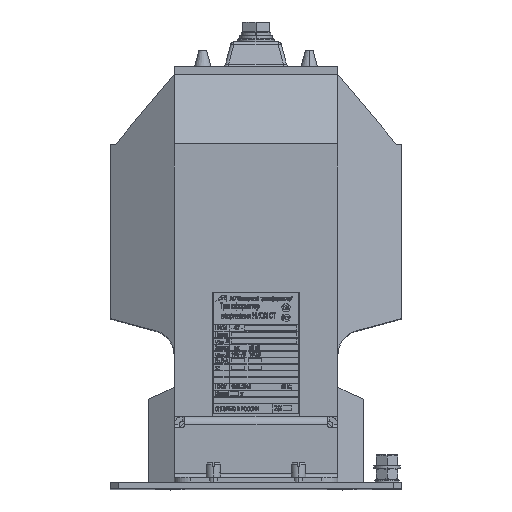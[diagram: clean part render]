
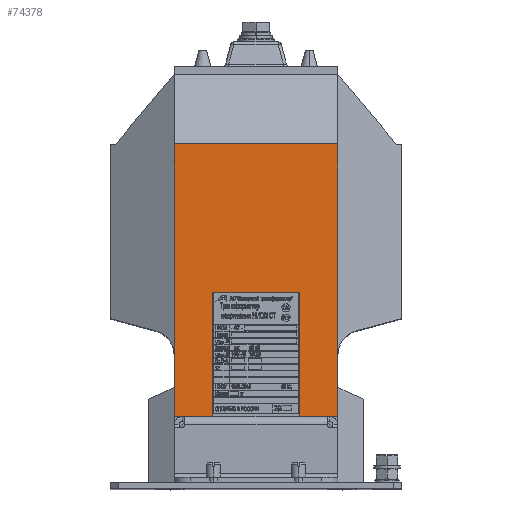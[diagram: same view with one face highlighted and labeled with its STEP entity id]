
A CAD part, top view. The second image highlights one B-rep face of the part: STEP entity #74378.
In plain terms, the highlighted planar face has unit normal (0, 0, 1).
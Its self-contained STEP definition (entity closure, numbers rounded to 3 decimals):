
#2345 = DIRECTION ( 'NONE',  ( -1., 0., 0. ) ) ;
#2471 = CARTESIAN_POINT ( 'NONE',  ( -26.5, 40., 162.5 ) ) ;
#3430 = VECTOR ( 'NONE', #117130, 1000. ) ;
#7032 = VECTOR ( 'NONE', #66448, 1000. ) ;
#9673 = EDGE_CURVE ( 'NONE', #36302, #25424, #63568, .T. ) ;
#11231 = AXIS2_PLACEMENT_3D ( 'NONE', #128416, #156816, #72297 ) ;
#12081 = CARTESIAN_POINT ( 'NONE',  ( -26.5, 116., 162.5 ) ) ;
#12188 = EDGE_LOOP ( 'NONE', ( #138260, #114647, #82573, #153856, #73713, #45057, #104685, #91431 ) ) ;
#16605 = CARTESIAN_POINT ( 'NONE',  ( -50., 40., 162.5 ) ) ;
#16714 = DIRECTION ( 'NONE',  ( 0., -1., 0. ) ) ;
#25424 = VERTEX_POINT ( 'NONE', #46250 ) ;
#25746 = CARTESIAN_POINT ( 'NONE',  ( 50., 0., 162.5 ) ) ;
#29873 = VECTOR ( 'NONE', #2345, 1000. ) ;
#32591 = CARTESIAN_POINT ( 'NONE',  ( -50., 0., 162.5 ) ) ;
#33683 = LINE ( 'NONE', #102598, #99946 ) ;
#34571 = LINE ( 'NONE', #25746, #118467 ) ;
#36302 = VERTEX_POINT ( 'NONE', #66553 ) ;
#45057 = ORIENTED_EDGE ( 'NONE', *, *, #78432, .F. ) ;
#46196 = VERTEX_POINT ( 'NONE', #117112 ) ;
#46250 = CARTESIAN_POINT ( 'NONE',  ( -26.5, 40., 162.5 ) ) ;
#47556 = LINE ( 'NONE', #12081, #122662 ) ;
#54280 = DIRECTION ( 'NONE',  ( 0., -1., 0. ) ) ;
#56295 = CARTESIAN_POINT ( 'NONE',  ( -50., 206.5, 162.5 ) ) ;
#58012 = PLANE ( 'NONE',  #11231 ) ;
#59023 = LINE ( 'NONE', #145150, #171677 ) ;
#61490 = VERTEX_POINT ( 'NONE', #133308 ) ;
#63568 = LINE ( 'NONE', #2471, #167409 ) ;
#66448 = DIRECTION ( 'NONE',  ( 1., 0., 0. ) ) ;
#66553 = CARTESIAN_POINT ( 'NONE',  ( -26.5, 116., 162.5 ) ) ;
#67469 = EDGE_CURVE ( 'NONE', #61490, #102507, #34571, .T. ) ;
#72297 = DIRECTION ( 'NONE',  ( 1., 0., 0. ) ) ;
#73713 = ORIENTED_EDGE ( 'NONE', *, *, #67469, .F. ) ;
#74378 = ADVANCED_FACE ( 'NONE', ( #142823 ), #58012, .T. ) ;
#74588 = VERTEX_POINT ( 'NONE', #163531 ) ;
#78432 = EDGE_CURVE ( 'NONE', #99616, #61490, #152910, .T. ) ;
#78656 = LINE ( 'NONE', #32591, #3430 ) ;
#82573 = ORIENTED_EDGE ( 'NONE', *, *, #169834, .F. ) ;
#83177 = DIRECTION ( 'NONE',  ( -1., 0., 0. ) ) ;
#91431 = ORIENTED_EDGE ( 'NONE', *, *, #154966, .F. ) ;
#95864 = EDGE_CURVE ( 'NONE', #46196, #36302, #47556, .T. ) ;
#99616 = VERTEX_POINT ( 'NONE', #56295 ) ;
#99946 = VECTOR ( 'NONE', #116735, 1000. ) ;
#101476 = EDGE_CURVE ( 'NONE', #99616, #111976, #78656, .T. ) ;
#102507 = VERTEX_POINT ( 'NONE', #114583 ) ;
#102598 = CARTESIAN_POINT ( 'NONE',  ( 26.5, 40., 162.5 ) ) ;
#104685 = ORIENTED_EDGE ( 'NONE', *, *, #101476, .T. ) ;
#110383 = EDGE_CURVE ( 'NONE', #102507, #74588, #59023, .T. ) ;
#111976 = VERTEX_POINT ( 'NONE', #162983 ) ;
#114583 = CARTESIAN_POINT ( 'NONE',  ( 50., 40., 162.5 ) ) ;
#114647 = ORIENTED_EDGE ( 'NONE', *, *, #95864, .F. ) ;
#116735 = DIRECTION ( 'NONE',  ( 0., 1., 0. ) ) ;
#117112 = CARTESIAN_POINT ( 'NONE',  ( 26.5, 116., 162.5 ) ) ;
#117130 = DIRECTION ( 'NONE',  ( 0., -1., 0. ) ) ;
#118467 = VECTOR ( 'NONE', #54280, 1000. ) ;
#122662 = VECTOR ( 'NONE', #83177, 1000. ) ;
#128416 = CARTESIAN_POINT ( 'NONE',  ( -50., 0., 162.5 ) ) ;
#133308 = CARTESIAN_POINT ( 'NONE',  ( 50., 206.5, 162.5 ) ) ;
#136777 = CARTESIAN_POINT ( 'NONE',  ( -50., 206.5, 162.5 ) ) ;
#138139 = LINE ( 'NONE', #16605, #29873 ) ;
#138260 = ORIENTED_EDGE ( 'NONE', *, *, #9673, .F. ) ;
#142823 = FACE_OUTER_BOUND ( 'NONE', #12188, .T. ) ;
#145150 = CARTESIAN_POINT ( 'NONE',  ( -50., 40., 162.5 ) ) ;
#152910 = LINE ( 'NONE', #136777, #7032 ) ;
#153856 = ORIENTED_EDGE ( 'NONE', *, *, #110383, .F. ) ;
#154966 = EDGE_CURVE ( 'NONE', #25424, #111976, #138139, .T. ) ;
#156816 = DIRECTION ( 'NONE',  ( 0., 0., 1. ) ) ;
#159391 = DIRECTION ( 'NONE',  ( -1., 0., 0. ) ) ;
#162983 = CARTESIAN_POINT ( 'NONE',  ( -50., 40., 162.5 ) ) ;
#163531 = CARTESIAN_POINT ( 'NONE',  ( 26.5, 40., 162.5 ) ) ;
#167409 = VECTOR ( 'NONE', #16714, 1000. ) ;
#169834 = EDGE_CURVE ( 'NONE', #74588, #46196, #33683, .T. ) ;
#171677 = VECTOR ( 'NONE', #159391, 1000. ) ;
